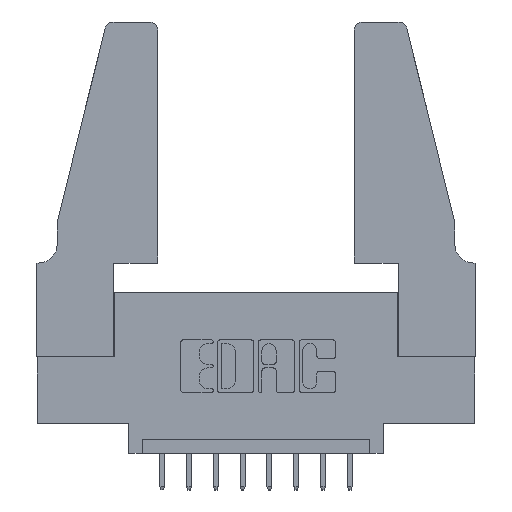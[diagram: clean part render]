
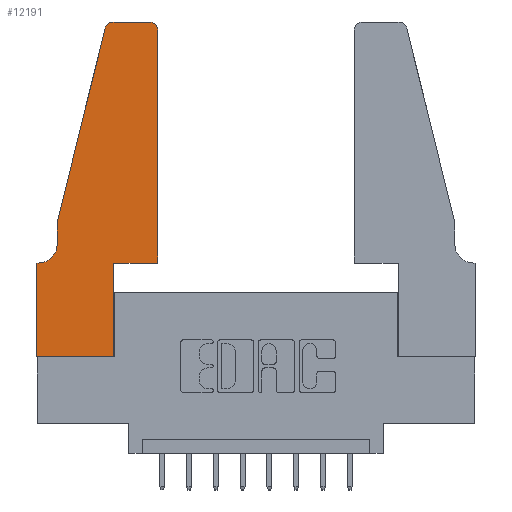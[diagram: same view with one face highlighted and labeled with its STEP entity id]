
A CAD part, top view. The second image highlights one B-rep face of the part: STEP entity #12191.
In plain terms, the highlighted planar face has unit normal (0, 0, 1).
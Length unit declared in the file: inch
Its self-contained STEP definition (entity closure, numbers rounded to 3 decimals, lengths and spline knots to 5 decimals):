
#163 = VECTOR ( 'NONE', #1180, 39.37008 ) ;
#510 = VERTEX_POINT ( 'NONE', #5681 ) ;
#526 = CARTESIAN_POINT ( 'NONE',  ( 0.4505, 1.22, 0.37 ) ) ;
#601 = ORIENTED_EDGE ( 'NONE', *, *, #9759, .T. ) ;
#759 = DIRECTION ( 'NONE',  ( 1., 0., 0. ) ) ;
#772 = EDGE_CURVE ( 'NONE', #1710, #11888, #9365, .T. ) ;
#802 = VECTOR ( 'NONE', #3845, 39.37008 ) ;
#1154 = CARTESIAN_POINT ( 'NONE',  ( 0.25487, 1.22718, 0.37 ) ) ;
#1180 = DIRECTION ( 'NONE',  ( 1., 0., 0. ) ) ;
#1185 = ORIENTED_EDGE ( 'NONE', *, *, #772, .T. ) ;
#1232 = VECTOR ( 'NONE', #5250, 39.37008 ) ;
#1236 = DIRECTION ( 'NONE',  ( 1., 0., 0. ) ) ;
#1275 = CARTESIAN_POINT ( 'NONE',  ( 0.284, 1.25, 0.37 ) ) ;
#1562 = EDGE_LOOP ( 'NONE', ( #9252, #6063, #3190, #601, #10843, #10546, #2991, #1185, #10420, #9080, #6496, #4017 ) ) ;
#1670 = VERTEX_POINT ( 'NONE', #8275 ) ;
#1702 = VECTOR ( 'NONE', #2233, 39.37008 ) ;
#1710 = VERTEX_POINT ( 'NONE', #5260 ) ;
#1813 = VERTEX_POINT ( 'NONE', #526 ) ;
#1890 = VECTOR ( 'NONE', #10889, 39.37008 ) ;
#1969 = LINE ( 'NONE', #5957, #1890 ) ;
#2177 = CARTESIAN_POINT ( 'NONE',  ( 0.2865, 0.35, 0.37 ) ) ;
#2182 = FACE_OUTER_BOUND ( 'NONE', #1562, .T. ) ;
#2194 = EDGE_CURVE ( 'NONE', #1670, #10122, #3220, .T. ) ;
#2225 = DIRECTION ( 'NONE',  ( 0., 0., 1. ) ) ;
#2233 = DIRECTION ( 'NONE',  ( 0., 1., 0. ) ) ;
#2722 = CARTESIAN_POINT ( 'NONE',  ( 0.2865, 0., 0.37 ) ) ;
#2917 = CIRCLE ( 'NONE', #3521, 0.03 ) ;
#2961 = LINE ( 'NONE', #4718, #8684 ) ;
#2991 = ORIENTED_EDGE ( 'NONE', *, *, #4506, .T. ) ;
#3013 = EDGE_CURVE ( 'NONE', #5275, #4878, #5232, .T. ) ;
#3036 = EDGE_CURVE ( 'NONE', #11641, #5275, #2917, .T. ) ;
#3190 = ORIENTED_EDGE ( 'NONE', *, *, #3013, .T. ) ;
#3220 = LINE ( 'NONE', #6284, #163 ) ;
#3417 = DIRECTION ( 'NONE',  ( 0., 0., 1. ) ) ;
#3521 = AXIS2_PLACEMENT_3D ( 'NONE', #10237, #2225, #1236 ) ;
#3845 = DIRECTION ( 'NONE',  ( 0., -1., 0. ) ) ;
#4017 = ORIENTED_EDGE ( 'NONE', *, *, #8353, .T. ) ;
#4078 = DIRECTION ( 'NONE',  ( 0., 0., 1. ) ) ;
#4206 = CARTESIAN_POINT ( 'NONE',  ( 0.0755, 0.35, 0.37 ) ) ;
#4269 = CARTESIAN_POINT ( 'NONE',  ( 0.4205, 1.22, 0.37 ) ) ;
#4506 = EDGE_CURVE ( 'NONE', #12536, #1710, #1969, .T. ) ;
#4611 = VECTOR ( 'NONE', #6873, 39.37008 ) ;
#4667 = CARTESIAN_POINT ( 'NONE',  ( 0.0055, 0.42, 0.37 ) ) ;
#4718 = CARTESIAN_POINT ( 'NONE',  ( 0.2605, 1.25, 0.37 ) ) ;
#4746 = EDGE_CURVE ( 'NONE', #11888, #1670, #8949, .T. ) ;
#4878 = VERTEX_POINT ( 'NONE', #5705 ) ;
#4890 = VERTEX_POINT ( 'NONE', #5832 ) ;
#5200 = CIRCLE ( 'NONE', #12532, 0.03 ) ;
#5232 = LINE ( 'NONE', #8448, #12119 ) ;
#5241 = EDGE_CURVE ( 'NONE', #10122, #1813, #8396, .T. ) ;
#5250 = DIRECTION ( 'NONE',  ( -1., 0., 0. ) ) ;
#5260 = CARTESIAN_POINT ( 'NONE',  ( 0., 0., 0.37 ) ) ;
#5275 = VERTEX_POINT ( 'NONE', #1154 ) ;
#5528 = CARTESIAN_POINT ( 'NONE',  ( 0.4505, 0.35, 0.37 ) ) ;
#5681 = CARTESIAN_POINT ( 'NONE',  ( 0.0055, 0.35, 0.37 ) ) ;
#5705 = CARTESIAN_POINT ( 'NONE',  ( 0.0755, 0.5, 0.37 ) ) ;
#5832 = CARTESIAN_POINT ( 'NONE',  ( 0.4205, 1.25, 0.37 ) ) ;
#5957 = CARTESIAN_POINT ( 'NONE',  ( 0., 0., 0.37 ) ) ;
#5974 = DIRECTION ( 'NONE',  ( -1., 0., 0. ) ) ;
#6001 = CARTESIAN_POINT ( 'NONE',  ( 0.0755, 0.5, 0.37 ) ) ;
#6063 = ORIENTED_EDGE ( 'NONE', *, *, #3036, .T. ) ;
#6164 = DIRECTION ( 'NONE',  ( 1., 0., 0. ) ) ;
#6284 = CARTESIAN_POINT ( 'NONE',  ( 0.4505, 0.35, 0.37 ) ) ;
#6496 = ORIENTED_EDGE ( 'NONE', *, *, #5241, .T. ) ;
#6873 = DIRECTION ( 'NONE',  ( 0., 1., 0. ) ) ;
#7035 = CARTESIAN_POINT ( 'NONE',  ( 0.0755, 0.42, 0.37 ) ) ;
#7072 = EDGE_CURVE ( 'NONE', #11532, #510, #12628, .T. ) ;
#7123 = LINE ( 'NONE', #6001, #802 ) ;
#7159 = DIRECTION ( 'NONE',  ( 1., 0., 0. ) ) ;
#7726 = DIRECTION ( 'NONE',  ( -1., 0., 0. ) ) ;
#8275 = CARTESIAN_POINT ( 'NONE',  ( 0.2865, 0.35, 0.37 ) ) ;
#8353 = EDGE_CURVE ( 'NONE', #1813, #4890, #5200, .T. ) ;
#8396 = LINE ( 'NONE', #11225, #1702 ) ;
#8441 = EDGE_CURVE ( 'NONE', #510, #12536, #10190, .T. ) ;
#8448 = CARTESIAN_POINT ( 'NONE',  ( 0.0755, 0.5, 0.37 ) ) ;
#8684 = VECTOR ( 'NONE', #7726, 39.37008 ) ;
#8716 = EDGE_CURVE ( 'NONE', #4890, #11641, #2961, .T. ) ;
#8949 = LINE ( 'NONE', #2177, #4611 ) ;
#9080 = ORIENTED_EDGE ( 'NONE', *, *, #2194, .T. ) ;
#9252 = ORIENTED_EDGE ( 'NONE', *, *, #8716, .T. ) ;
#9365 = LINE ( 'NONE', #9771, #12112 ) ;
#9406 = CARTESIAN_POINT ( 'NONE',  ( 0., 0.35, 0.37 ) ) ;
#9759 = EDGE_CURVE ( 'NONE', #4878, #11532, #7123, .T. ) ;
#9771 = CARTESIAN_POINT ( 'NONE',  ( 0., 0., 0.37 ) ) ;
#9869 = DIRECTION ( 'NONE',  ( 0., 0., -1. ) ) ;
#9921 = AXIS2_PLACEMENT_3D ( 'NONE', #4667, #9869, #5974 ) ;
#10122 = VERTEX_POINT ( 'NONE', #5528 ) ;
#10179 = CARTESIAN_POINT ( 'NONE',  ( 0., 0.35, 0.37 ) ) ;
#10190 = LINE ( 'NONE', #4206, #1232 ) ;
#10195 = PLANE ( 'NONE',  #11519 ) ;
#10237 = CARTESIAN_POINT ( 'NONE',  ( 0.284, 1.22, 0.37 ) ) ;
#10420 = ORIENTED_EDGE ( 'NONE', *, *, #4746, .T. ) ;
#10428 = DIRECTION ( 'NONE',  ( -0.239, -0.971, 0. ) ) ;
#10546 = ORIENTED_EDGE ( 'NONE', *, *, #8441, .T. ) ;
#10843 = ORIENTED_EDGE ( 'NONE', *, *, #7072, .T. ) ;
#10889 = DIRECTION ( 'NONE',  ( 0., -1., 0. ) ) ;
#11225 = CARTESIAN_POINT ( 'NONE',  ( 0.4505, 0.35, 0.37 ) ) ;
#11519 = AXIS2_PLACEMENT_3D ( 'NONE', #9406, #3417, #6164 ) ;
#11532 = VERTEX_POINT ( 'NONE', #7035 ) ;
#11641 = VERTEX_POINT ( 'NONE', #1275 ) ;
#11888 = VERTEX_POINT ( 'NONE', #2722 ) ;
#12112 = VECTOR ( 'NONE', #759, 39.37008 ) ;
#12119 = VECTOR ( 'NONE', #10428, 39.37008 ) ;
#12191 = ADVANCED_FACE ( 'NONE', ( #2182 ), #10195, .T. ) ;
#12532 = AXIS2_PLACEMENT_3D ( 'NONE', #4269, #4078, #7159 ) ;
#12536 = VERTEX_POINT ( 'NONE', #10179 ) ;
#12628 = CIRCLE ( 'NONE', #9921, 0.07 ) ;
